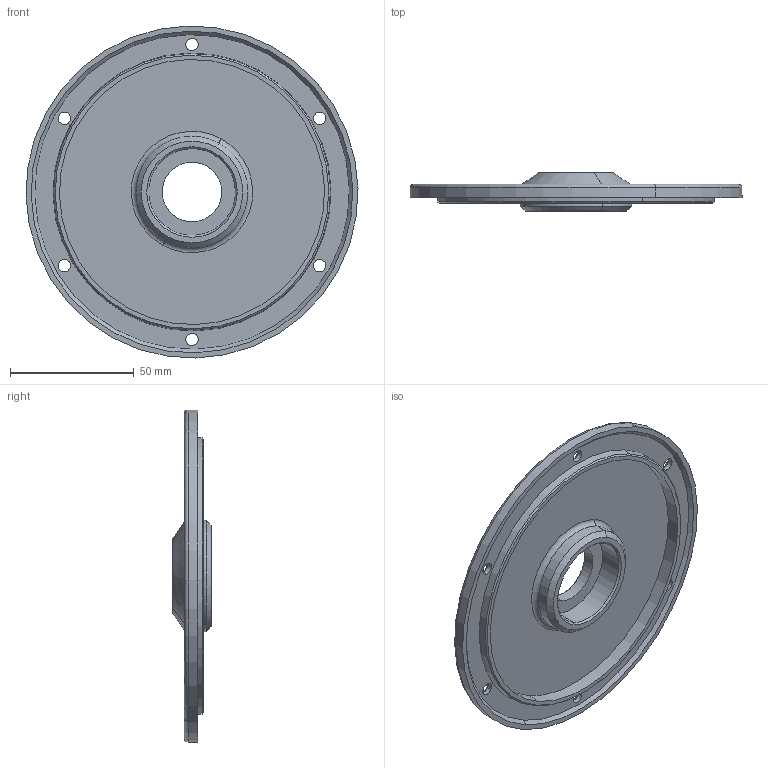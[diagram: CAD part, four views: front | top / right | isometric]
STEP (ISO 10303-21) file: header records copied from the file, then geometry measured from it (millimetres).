
FILE_DESCRIPTION(('CATIA V5 STEP Exchange'),'2;1');
FILE_NAME('cover_plate.stp','2018-11-17T18:27:56+00:00',('none'),('none'),'CATIA Version 5 Release 17 (IN-10)','CATIA V5 STEP AP203','none');
FILE_SCHEMA(('CONFIG_CONTROL_DESIGN'));
Length unit declared in the file: millimetre
Products named in the file (1): cover_plate
Bounding box: 133.96 x 15.4 x 133.96 mm (x, y, z)
Volume: 51086 mm3; surface area: 34982.3 mm2
Topology: 1 solids, 1 shells, 60 faces, 132 edges, 80 vertices
Faces by surface type: cone 26, cylinder 22, plane 8, torus 4
Entity records: 1559 total; most frequent: ORIENTED_EDGE 264, CARTESIAN_POINT 254, DIRECTION 214, EDGE_CURVE 132, AXIS2_PLACEMENT_3D 126, CIRCLE 84, EDGE_LOOP 80, VERTEX_POINT 80
